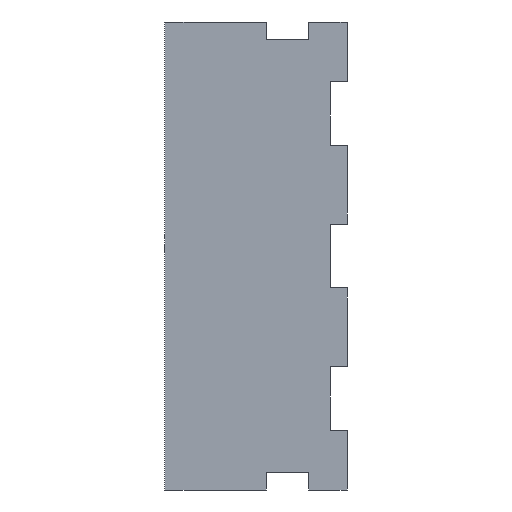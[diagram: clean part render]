
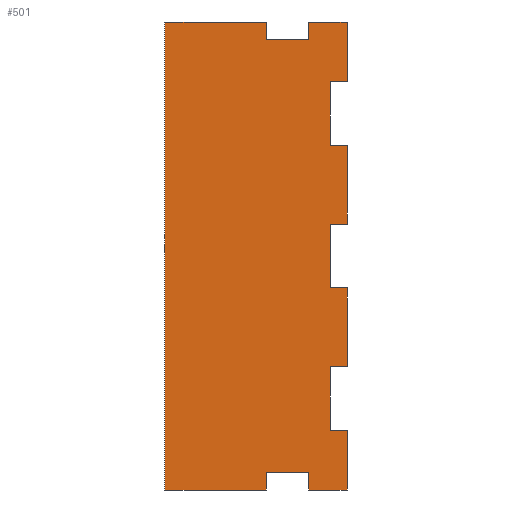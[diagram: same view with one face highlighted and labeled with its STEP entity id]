
A CAD part, left-side view. The second image highlights one B-rep face of the part: STEP entity #501.
In plain terms, the highlighted planar face has unit normal (-1, 0, 0).
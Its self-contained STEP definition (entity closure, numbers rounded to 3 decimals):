
#15=FACE_OUTER_BOUND('',#41,.T.);
#41=EDGE_LOOP('',(#331,#332,#333,#334,#335,#336,#337,#338,#339,#340,#341,
#342,#343,#344,#345,#346,#347,#348,#349,#350,#351,#352,#353,#354));
#67=LINE('',#703,#139);
#68=LINE('',#705,#140);
#69=LINE('',#707,#141);
#70=LINE('',#709,#142);
#71=LINE('',#711,#143);
#72=LINE('',#713,#144);
#73=LINE('',#715,#145);
#74=LINE('',#717,#146);
#75=LINE('',#719,#147);
#76=LINE('',#721,#148);
#77=LINE('',#723,#149);
#78=LINE('',#725,#150);
#79=LINE('',#727,#151);
#80=LINE('',#729,#152);
#81=LINE('',#731,#153);
#82=LINE('',#733,#154);
#83=LINE('',#735,#155);
#84=LINE('',#737,#156);
#85=LINE('',#739,#157);
#86=LINE('',#741,#158);
#87=LINE('',#743,#159);
#88=LINE('',#745,#160);
#89=LINE('',#747,#161);
#90=LINE('',#748,#162);
#139=VECTOR('',#577,10.);
#140=VECTOR('',#578,10.);
#141=VECTOR('',#579,10.);
#142=VECTOR('',#580,10.);
#143=VECTOR('',#581,10.);
#144=VECTOR('',#582,10.);
#145=VECTOR('',#583,10.);
#146=VECTOR('',#584,10.);
#147=VECTOR('',#585,10.);
#148=VECTOR('',#586,10.);
#149=VECTOR('',#587,10.);
#150=VECTOR('',#588,10.);
#151=VECTOR('',#589,10.);
#152=VECTOR('',#590,10.);
#153=VECTOR('',#591,10.);
#154=VECTOR('',#592,10.);
#155=VECTOR('',#593,10.);
#156=VECTOR('',#594,10.);
#157=VECTOR('',#595,10.);
#158=VECTOR('',#596,10.);
#159=VECTOR('',#597,10.);
#160=VECTOR('',#598,10.);
#161=VECTOR('',#599,10.);
#162=VECTOR('',#600,10.);
#211=VERTEX_POINT('',#701);
#212=VERTEX_POINT('',#702);
#213=VERTEX_POINT('',#704);
#214=VERTEX_POINT('',#706);
#215=VERTEX_POINT('',#708);
#216=VERTEX_POINT('',#710);
#217=VERTEX_POINT('',#712);
#218=VERTEX_POINT('',#714);
#219=VERTEX_POINT('',#716);
#220=VERTEX_POINT('',#718);
#221=VERTEX_POINT('',#720);
#222=VERTEX_POINT('',#722);
#223=VERTEX_POINT('',#724);
#224=VERTEX_POINT('',#726);
#225=VERTEX_POINT('',#728);
#226=VERTEX_POINT('',#730);
#227=VERTEX_POINT('',#732);
#228=VERTEX_POINT('',#734);
#229=VERTEX_POINT('',#736);
#230=VERTEX_POINT('',#738);
#231=VERTEX_POINT('',#740);
#232=VERTEX_POINT('',#742);
#233=VERTEX_POINT('',#744);
#234=VERTEX_POINT('',#746);
#259=EDGE_CURVE('',#211,#212,#67,.T.);
#260=EDGE_CURVE('',#212,#213,#68,.T.);
#261=EDGE_CURVE('',#213,#214,#69,.T.);
#262=EDGE_CURVE('',#214,#215,#70,.T.);
#263=EDGE_CURVE('',#215,#216,#71,.T.);
#264=EDGE_CURVE('',#216,#217,#72,.T.);
#265=EDGE_CURVE('',#217,#218,#73,.T.);
#266=EDGE_CURVE('',#218,#219,#74,.T.);
#267=EDGE_CURVE('',#219,#220,#75,.T.);
#268=EDGE_CURVE('',#220,#221,#76,.T.);
#269=EDGE_CURVE('',#221,#222,#77,.T.);
#270=EDGE_CURVE('',#222,#223,#78,.T.);
#271=EDGE_CURVE('',#223,#224,#79,.T.);
#272=EDGE_CURVE('',#224,#225,#80,.T.);
#273=EDGE_CURVE('',#225,#226,#81,.T.);
#274=EDGE_CURVE('',#226,#227,#82,.T.);
#275=EDGE_CURVE('',#227,#228,#83,.T.);
#276=EDGE_CURVE('',#228,#229,#84,.T.);
#277=EDGE_CURVE('',#229,#230,#85,.T.);
#278=EDGE_CURVE('',#230,#231,#86,.T.);
#279=EDGE_CURVE('',#231,#232,#87,.T.);
#280=EDGE_CURVE('',#232,#233,#88,.T.);
#281=EDGE_CURVE('',#233,#234,#89,.T.);
#282=EDGE_CURVE('',#234,#211,#90,.T.);
#331=ORIENTED_EDGE('',*,*,#259,.T.);
#332=ORIENTED_EDGE('',*,*,#260,.T.);
#333=ORIENTED_EDGE('',*,*,#261,.T.);
#334=ORIENTED_EDGE('',*,*,#262,.T.);
#335=ORIENTED_EDGE('',*,*,#263,.T.);
#336=ORIENTED_EDGE('',*,*,#264,.T.);
#337=ORIENTED_EDGE('',*,*,#265,.T.);
#338=ORIENTED_EDGE('',*,*,#266,.T.);
#339=ORIENTED_EDGE('',*,*,#267,.T.);
#340=ORIENTED_EDGE('',*,*,#268,.T.);
#341=ORIENTED_EDGE('',*,*,#269,.T.);
#342=ORIENTED_EDGE('',*,*,#270,.T.);
#343=ORIENTED_EDGE('',*,*,#271,.T.);
#344=ORIENTED_EDGE('',*,*,#272,.T.);
#345=ORIENTED_EDGE('',*,*,#273,.T.);
#346=ORIENTED_EDGE('',*,*,#274,.T.);
#347=ORIENTED_EDGE('',*,*,#275,.T.);
#348=ORIENTED_EDGE('',*,*,#276,.T.);
#349=ORIENTED_EDGE('',*,*,#277,.T.);
#350=ORIENTED_EDGE('',*,*,#278,.T.);
#351=ORIENTED_EDGE('',*,*,#279,.T.);
#352=ORIENTED_EDGE('',*,*,#280,.T.);
#353=ORIENTED_EDGE('',*,*,#281,.T.);
#354=ORIENTED_EDGE('',*,*,#282,.T.);
#475=PLANE('',#547);
#501=ADVANCED_FACE('',(#15),#475,.T.);
#547=AXIS2_PLACEMENT_3D('',#700,#575,#576);
#575=DIRECTION('center_axis',(-1.,0.,0.));
#576=DIRECTION('ref_axis',(0.,0.,1.));
#577=DIRECTION('',(0.,0.,-1.));
#578=DIRECTION('',(0.,-1.,0.));
#579=DIRECTION('',(0.,0.,1.));
#580=DIRECTION('',(0.,-1.,0.));
#581=DIRECTION('',(0.,0.,-1.));
#582=DIRECTION('',(0.,-1.,0.));
#583=DIRECTION('',(0.,0.,1.));
#584=DIRECTION('',(0.,1.,0.));
#585=DIRECTION('',(0.,0.,1.));
#586=DIRECTION('',(0.,-1.,0.));
#587=DIRECTION('',(0.,0.,1.));
#588=DIRECTION('',(0.,1.,0.));
#589=DIRECTION('',(0.,0.,1.));
#590=DIRECTION('',(0.,-1.,0.));
#591=DIRECTION('',(0.,0.,1.));
#592=DIRECTION('',(0.,1.,0.));
#593=DIRECTION('',(0.,0.,1.));
#594=DIRECTION('',(0.,-1.,0.));
#595=DIRECTION('',(0.,0.,1.));
#596=DIRECTION('',(0.,1.,0.));
#597=DIRECTION('',(0.,0.,-1.));
#598=DIRECTION('',(0.,1.,0.));
#599=DIRECTION('',(0.,0.,1.));
#600=DIRECTION('',(0.,1.,0.));
#700=CARTESIAN_POINT('Origin',(-2.,-2.,0.));
#701=CARTESIAN_POINT('',(-2.,19.4,55.));
#702=CARTESIAN_POINT('',(-2.,19.4,-55.));
#703=CARTESIAN_POINT('',(-2.,19.4,-55.));
#704=CARTESIAN_POINT('',(-2.,-4.4,-55.));
#705=CARTESIAN_POINT('',(-2.,-23.4,-55.));
#706=CARTESIAN_POINT('',(-2.,-4.4,-51.));
#707=CARTESIAN_POINT('',(-2.,-4.4,-51.));
#708=CARTESIAN_POINT('',(-2.,-14.4,-51.));
#709=CARTESIAN_POINT('',(-2.,-19.4,-51.));
#710=CARTESIAN_POINT('',(-2.,-14.4,-55.));
#711=CARTESIAN_POINT('',(-2.,-14.4,-55.));
#712=CARTESIAN_POINT('',(-2.,-23.4,-55.));
#713=CARTESIAN_POINT('',(-2.,-23.4,-55.));
#714=CARTESIAN_POINT('',(-2.,-23.4,-41.));
#715=CARTESIAN_POINT('',(-2.,-23.4,55.));
#716=CARTESIAN_POINT('',(-2.,-19.4,-41.));
#717=CARTESIAN_POINT('',(-2.,-19.4,-41.));
#718=CARTESIAN_POINT('',(-2.,-19.4,-26.));
#719=CARTESIAN_POINT('',(-2.,-19.4,51.));
#720=CARTESIAN_POINT('',(-2.,-23.4,-26.));
#721=CARTESIAN_POINT('',(-2.,-23.4,-26.));
#722=CARTESIAN_POINT('',(-2.,-23.4,-7.5));
#723=CARTESIAN_POINT('',(-2.,-23.4,55.));
#724=CARTESIAN_POINT('',(-2.,-19.4,-7.5));
#725=CARTESIAN_POINT('',(-2.,-19.4,-7.5));
#726=CARTESIAN_POINT('',(-2.,-19.4,7.5));
#727=CARTESIAN_POINT('',(-2.,-19.4,51.));
#728=CARTESIAN_POINT('',(-2.,-23.4,7.5));
#729=CARTESIAN_POINT('',(-2.,-23.4,7.5));
#730=CARTESIAN_POINT('',(-2.,-23.4,26.));
#731=CARTESIAN_POINT('',(-2.,-23.4,55.));
#732=CARTESIAN_POINT('',(-2.,-19.4,26.));
#733=CARTESIAN_POINT('',(-2.,-19.4,26.));
#734=CARTESIAN_POINT('',(-2.,-19.4,41.));
#735=CARTESIAN_POINT('',(-2.,-19.4,51.));
#736=CARTESIAN_POINT('',(-2.,-23.4,41.));
#737=CARTESIAN_POINT('',(-2.,-23.4,41.));
#738=CARTESIAN_POINT('',(-2.,-23.4,55.));
#739=CARTESIAN_POINT('',(-2.,-23.4,55.));
#740=CARTESIAN_POINT('',(-2.,-14.4,55.));
#741=CARTESIAN_POINT('',(-2.,19.4,55.));
#742=CARTESIAN_POINT('',(-2.,-14.4,51.));
#743=CARTESIAN_POINT('',(-2.,-14.4,51.));
#744=CARTESIAN_POINT('',(-2.,-4.4,51.));
#745=CARTESIAN_POINT('',(-2.,19.4,51.));
#746=CARTESIAN_POINT('',(-2.,-4.4,55.));
#747=CARTESIAN_POINT('',(-2.,-4.4,55.));
#748=CARTESIAN_POINT('',(-2.,19.4,55.));
